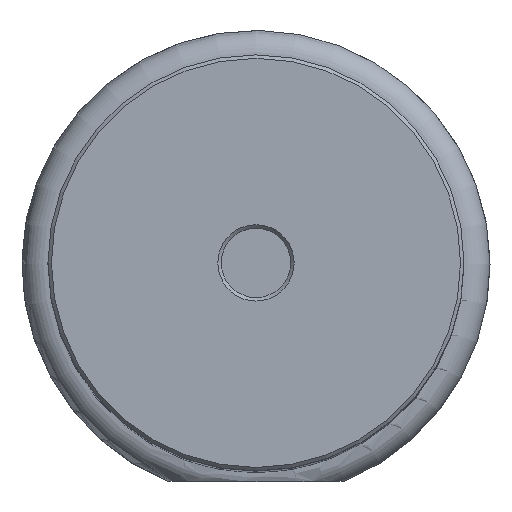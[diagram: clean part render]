
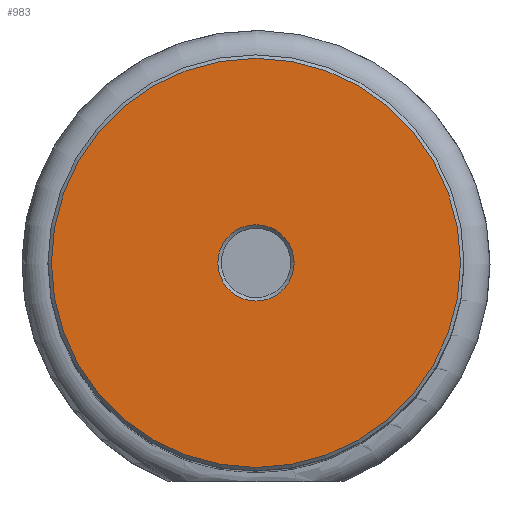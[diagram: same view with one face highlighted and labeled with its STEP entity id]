
A CAD part, top view. The second image highlights one B-rep face of the part: STEP entity #983.
In plain terms, the highlighted planar face has unit normal (0, 0, 1).
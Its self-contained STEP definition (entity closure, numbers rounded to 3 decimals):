
#151=FACE_BOUND('',#260,.T.);
#188=FACE_OUTER_BOUND('',#259,.T.);
#259=EDGE_LOOP('',(#697));
#260=EDGE_LOOP('',(#698));
#352=CIRCLE('',#1106,11.8);
#353=CIRCLE('',#1107,2.2);
#433=VERTEX_POINT('',#1714);
#434=VERTEX_POINT('',#1716);
#534=EDGE_CURVE('',#433,#433,#352,.F.);
#535=EDGE_CURVE('',#434,#434,#353,.T.);
#697=ORIENTED_EDGE('',*,*,#534,.T.);
#698=ORIENTED_EDGE('',*,*,#535,.T.);
#883=PLANE('',#1105);
#983=ADVANCED_FACE('',(#188,#151),#883,.F.);
#1105=AXIS2_PLACEMENT_3D('',#1713,#1322,#1323);
#1106=AXIS2_PLACEMENT_3D('',#1715,#1324,#1325);
#1107=AXIS2_PLACEMENT_3D('',#1717,#1326,#1327);
#1322=DIRECTION('center_axis',(0.,0.,
-1.));
#1323=DIRECTION('ref_axis',(-1.,0.,0.));
#1324=DIRECTION('center_axis',(0.,0.,
-1.));
#1325=DIRECTION('ref_axis',(-1.,0.,0.));
#1326=DIRECTION('center_axis',(0.,0.,
-1.));
#1327=DIRECTION('ref_axis',(-1.,0.,0.));
#1713=CARTESIAN_POINT('Origin',(-2.,0.,47.));
#1714=CARTESIAN_POINT('',(11.8,0.,47.));
#1715=CARTESIAN_POINT('Origin',(0.,0.,
47.));
#1716=CARTESIAN_POINT('',(-2.2,0.,47.));
#1717=CARTESIAN_POINT('Origin',(0.,0.,
47.));
